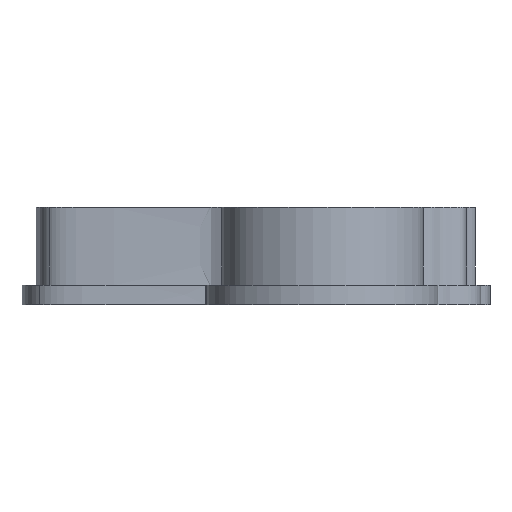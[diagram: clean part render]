
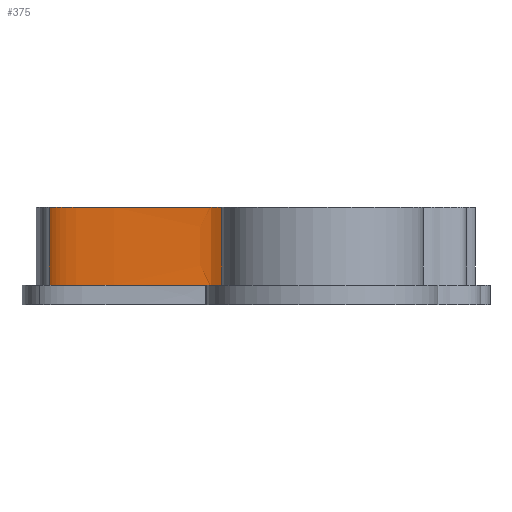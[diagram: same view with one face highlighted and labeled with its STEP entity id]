
A CAD part, left-side view. The second image highlights one B-rep face of the part: STEP entity #375.
In plain terms, the highlighted free-form (B-spline) face has degree [3, 1] with [25, 2] control points.
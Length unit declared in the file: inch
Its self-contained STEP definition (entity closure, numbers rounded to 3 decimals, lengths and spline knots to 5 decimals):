
#45=FACE_OUTER_BOUND('',#67,.T.);
#67=EDGE_LOOP('',(#314,#315,#316,#317));
#86=LINE('',#2244,#104);
#90=LINE('',#3334,#108);
#104=VECTOR('',#417,0.3937);
#108=VECTOR('',#421,0.3937);
#137=B_SPLINE_CURVE_WITH_KNOTS('',3,(#1871,#1872,#1873,#1874,#1875,#1876,
#1877,#1878,#1879,#1880,#1881,#1882,#1883,#1884,#1885,#1886,#1887,#1888,
#1889,#1890,#1891,#1892,#1893,#1894,#1895),.UNSPECIFIED.,.F.,.F.,(4,3,3,
3,3,3,3,3,4),(-0.94391,-0.77379,-0.60183,-0.44494,
-0.32727,-0.23665,-0.15925,-0.04645,
0.),.UNSPECIFIED.);
#141=B_SPLINE_CURVE_WITH_KNOTS('',3,(#3309,#3310,#3311,#3312,#3313,#3314,
#3315,#3316,#3317,#3318,#3319,#3320,#3321,#3322,#3323,#3324,#3325,#3326,
#3327,#3328,#3329,#3330,#3331,#3332,#3333),.UNSPECIFIED.,.F.,.F.,(4,3,3,
3,3,3,3,3,4),(0.,0.01315,0.02645,0.03858,
0.04768,0.05469,0.06068,0.0694,
0.07299),.UNSPECIFIED.);
#168=VERTEX_POINT('',#1608);
#171=VERTEX_POINT('',#1755);
#173=VERTEX_POINT('',#2128);
#178=VERTEX_POINT('',#3308);
#219=EDGE_CURVE('',#168,#171,#137,.T.);
#222=EDGE_CURVE('',#171,#173,#86,.T.);
#230=EDGE_CURVE('',#178,#173,#141,.T.);
#231=EDGE_CURVE('',#168,#178,#90,.T.);
#314=ORIENTED_EDGE('',*,*,#219,.T.);
#315=ORIENTED_EDGE('',*,*,#222,.T.);
#316=ORIENTED_EDGE('',*,*,#230,.F.);
#317=ORIENTED_EDGE('',*,*,#231,.F.);
#356=B_SPLINE_SURFACE_WITH_KNOTS('',3,1,((#3258,#3259),(#3260,#3261),(#3262,
#3263),(#3264,#3265),(#3266,#3267),(#3268,#3269),(#3270,#3271),(#3272,#3273),
(#3274,#3275),(#3276,#3277),(#3278,#3279),(#3280,#3281),(#3282,#3283),(#3284,
#3285),(#3286,#3287),(#3288,#3289),(#3290,#3291),(#3292,#3293),(#3294,#3295),
(#3296,#3297),(#3298,#3299),(#3300,#3301),(#3302,#3303),(#3304,#3305),(#3306,
#3307)),.UNSPECIFIED.,.F.,.F.,.F.,(4,3,3,3,3,3,3,3,4),(2,2),(0.,0.01315,
0.02645,0.03858,0.04768,0.05469,
0.06068,0.0694,0.07299),(0.,2.),
 .UNSPECIFIED.);
#375=ADVANCED_FACE('',(#45),#356,.T.);
#417=DIRECTION('',(0.,0.,1.));
#421=DIRECTION('',(0.,0.,1.));
#1608=CARTESIAN_POINT('',(-0.44269,1.52082,0.15748));
#1755=CARTESIAN_POINT('',(-0.5638,0.12795,0.15748));
#1871=CARTESIAN_POINT('Ctrl Pts',(-0.44269,1.52082,0.15748));
#1872=CARTESIAN_POINT('Ctrl Pts',(-0.49081,1.4645,0.15748));
#1873=CARTESIAN_POINT('Ctrl Pts',(-0.50815,1.37734,0.15748));
#1874=CARTESIAN_POINT('Ctrl Pts',(-0.51797,1.25952,0.15748));
#1875=CARTESIAN_POINT('Ctrl Pts',(-0.52789,1.14042,0.15748));
#1876=CARTESIAN_POINT('Ctrl Pts',(-0.52831,0.98955,
0.15748));
#1877=CARTESIAN_POINT('Ctrl Pts',(-0.52627,0.84069,
0.15748));
#1878=CARTESIAN_POINT('Ctrl Pts',(-0.52441,0.70487,
0.15748));
#1879=CARTESIAN_POINT('Ctrl Pts',(-0.52029,0.5728,
0.15748));
#1880=CARTESIAN_POINT('Ctrl Pts',(-0.51726,0.4704,
0.15748));
#1881=CARTESIAN_POINT('Ctrl Pts',(-0.51498,0.3936,
0.15748));
#1882=CARTESIAN_POINT('Ctrl Pts',(-0.51327,0.3335,
0.15748));
#1883=CARTESIAN_POINT('Ctrl Pts',(-0.51332,0.29292,
0.15748));
#1884=CARTESIAN_POINT('Ctrl Pts',(-0.51336,0.26167,
0.15748));
#1885=CARTESIAN_POINT('Ctrl Pts',(-0.51463,0.24187,
0.15748));
#1886=CARTESIAN_POINT('Ctrl Pts',(-0.5166,0.23094,
0.15748));
#1887=CARTESIAN_POINT('Ctrl Pts',(-0.51827,0.22161,
0.15748));
#1888=CARTESIAN_POINT('Ctrl Pts',(-0.52,0.21747,
0.15748));
#1889=CARTESIAN_POINT('Ctrl Pts',(-0.52473,0.20729,
0.15748));
#1890=CARTESIAN_POINT('Ctrl Pts',(-0.53163,0.19246,
0.15748));
#1891=CARTESIAN_POINT('Ctrl Pts',(-0.54372,0.16722,
0.15748));
#1892=CARTESIAN_POINT('Ctrl Pts',(-0.55352,0.14723,
0.15748));
#1893=CARTESIAN_POINT('Ctrl Pts',(-0.55755,0.13899,
0.15748));
#1894=CARTESIAN_POINT('Ctrl Pts',(-0.56134,0.13184,
0.15748));
#1895=CARTESIAN_POINT('Ctrl Pts',(-0.5638,0.12795,0.15748));
#2128=CARTESIAN_POINT('',(-0.5638,0.12795,0.7874));
#2244=CARTESIAN_POINT('',(-0.5638,0.12795,0.));
#3258=CARTESIAN_POINT('Ctrl Pts',(-0.44269,1.52082,0.));
#3259=CARTESIAN_POINT('Ctrl Pts',(-0.44269,1.52082,0.7874));
#3260=CARTESIAN_POINT('Ctrl Pts',(-0.49081,1.4645,0.));
#3261=CARTESIAN_POINT('Ctrl Pts',(-0.49081,1.4645,0.7874));
#3262=CARTESIAN_POINT('Ctrl Pts',(-0.50815,1.37734,0.));
#3263=CARTESIAN_POINT('Ctrl Pts',(-0.50815,1.37734,0.7874));
#3264=CARTESIAN_POINT('Ctrl Pts',(-0.51797,1.25952,0.));
#3265=CARTESIAN_POINT('Ctrl Pts',(-0.51797,1.25952,0.7874));
#3266=CARTESIAN_POINT('Ctrl Pts',(-0.52789,1.14042,0.));
#3267=CARTESIAN_POINT('Ctrl Pts',(-0.52789,1.14042,0.7874));
#3268=CARTESIAN_POINT('Ctrl Pts',(-0.52831,0.98955,
0.));
#3269=CARTESIAN_POINT('Ctrl Pts',(-0.52831,0.98955,
0.7874));
#3270=CARTESIAN_POINT('Ctrl Pts',(-0.52627,0.84069,
0.));
#3271=CARTESIAN_POINT('Ctrl Pts',(-0.52627,0.84069,
0.7874));
#3272=CARTESIAN_POINT('Ctrl Pts',(-0.52441,0.70487,
0.));
#3273=CARTESIAN_POINT('Ctrl Pts',(-0.52441,0.70487,
0.7874));
#3274=CARTESIAN_POINT('Ctrl Pts',(-0.52029,0.5728,
0.));
#3275=CARTESIAN_POINT('Ctrl Pts',(-0.52029,0.5728,
0.7874));
#3276=CARTESIAN_POINT('Ctrl Pts',(-0.51726,0.4704,
0.));
#3277=CARTESIAN_POINT('Ctrl Pts',(-0.51726,0.4704,
0.7874));
#3278=CARTESIAN_POINT('Ctrl Pts',(-0.51498,0.3936,
0.));
#3279=CARTESIAN_POINT('Ctrl Pts',(-0.51498,0.3936,
0.7874));
#3280=CARTESIAN_POINT('Ctrl Pts',(-0.51327,0.3335,
0.));
#3281=CARTESIAN_POINT('Ctrl Pts',(-0.51327,0.3335,
0.7874));
#3282=CARTESIAN_POINT('Ctrl Pts',(-0.51332,0.29292,
0.));
#3283=CARTESIAN_POINT('Ctrl Pts',(-0.51332,0.29292,
0.7874));
#3284=CARTESIAN_POINT('Ctrl Pts',(-0.51336,0.26167,
0.));
#3285=CARTESIAN_POINT('Ctrl Pts',(-0.51336,0.26167,
0.7874));
#3286=CARTESIAN_POINT('Ctrl Pts',(-0.51463,0.24187,
0.));
#3287=CARTESIAN_POINT('Ctrl Pts',(-0.51463,0.24187,
0.7874));
#3288=CARTESIAN_POINT('Ctrl Pts',(-0.5166,0.23094,
0.));
#3289=CARTESIAN_POINT('Ctrl Pts',(-0.5166,0.23094,
0.7874));
#3290=CARTESIAN_POINT('Ctrl Pts',(-0.51827,0.22161,
0.));
#3291=CARTESIAN_POINT('Ctrl Pts',(-0.51827,0.22161,
0.7874));
#3292=CARTESIAN_POINT('Ctrl Pts',(-0.52,0.21747,
0.));
#3293=CARTESIAN_POINT('Ctrl Pts',(-0.52,0.21747,
0.7874));
#3294=CARTESIAN_POINT('Ctrl Pts',(-0.52473,0.20729,
0.));
#3295=CARTESIAN_POINT('Ctrl Pts',(-0.52473,0.20729,
0.7874));
#3296=CARTESIAN_POINT('Ctrl Pts',(-0.53163,0.19246,
0.));
#3297=CARTESIAN_POINT('Ctrl Pts',(-0.53163,0.19246,
0.7874));
#3298=CARTESIAN_POINT('Ctrl Pts',(-0.54372,0.16722,
0.));
#3299=CARTESIAN_POINT('Ctrl Pts',(-0.54372,0.16722,
0.7874));
#3300=CARTESIAN_POINT('Ctrl Pts',(-0.55352,0.14723,
0.));
#3301=CARTESIAN_POINT('Ctrl Pts',(-0.55352,0.14723,
0.7874));
#3302=CARTESIAN_POINT('Ctrl Pts',(-0.55755,0.13899,
0.));
#3303=CARTESIAN_POINT('Ctrl Pts',(-0.55755,0.13899,
0.7874));
#3304=CARTESIAN_POINT('Ctrl Pts',(-0.56134,0.13184,
0.));
#3305=CARTESIAN_POINT('Ctrl Pts',(-0.56134,0.13184,
0.7874));
#3306=CARTESIAN_POINT('Ctrl Pts',(-0.5638,0.12795,0.));
#3307=CARTESIAN_POINT('Ctrl Pts',(-0.5638,0.12795,0.7874));
#3308=CARTESIAN_POINT('',(-0.44269,1.52082,0.7874));
#3309=CARTESIAN_POINT('Ctrl Pts',(-0.44269,1.52082,0.7874));
#3310=CARTESIAN_POINT('Ctrl Pts',(-0.49081,1.4645,0.7874));
#3311=CARTESIAN_POINT('Ctrl Pts',(-0.50815,1.37734,0.7874));
#3312=CARTESIAN_POINT('Ctrl Pts',(-0.51797,1.25952,0.7874));
#3313=CARTESIAN_POINT('Ctrl Pts',(-0.52789,1.14042,0.7874));
#3314=CARTESIAN_POINT('Ctrl Pts',(-0.52831,0.98955,
0.7874));
#3315=CARTESIAN_POINT('Ctrl Pts',(-0.52627,0.84069,
0.7874));
#3316=CARTESIAN_POINT('Ctrl Pts',(-0.52441,0.70487,
0.7874));
#3317=CARTESIAN_POINT('Ctrl Pts',(-0.52029,0.5728,
0.7874));
#3318=CARTESIAN_POINT('Ctrl Pts',(-0.51726,0.4704,
0.7874));
#3319=CARTESIAN_POINT('Ctrl Pts',(-0.51498,0.3936,
0.7874));
#3320=CARTESIAN_POINT('Ctrl Pts',(-0.51327,0.3335,
0.7874));
#3321=CARTESIAN_POINT('Ctrl Pts',(-0.51332,0.29292,
0.7874));
#3322=CARTESIAN_POINT('Ctrl Pts',(-0.51336,0.26167,
0.7874));
#3323=CARTESIAN_POINT('Ctrl Pts',(-0.51463,0.24187,
0.7874));
#3324=CARTESIAN_POINT('Ctrl Pts',(-0.5166,0.23094,
0.7874));
#3325=CARTESIAN_POINT('Ctrl Pts',(-0.51827,0.22161,
0.7874));
#3326=CARTESIAN_POINT('Ctrl Pts',(-0.52,0.21747,
0.7874));
#3327=CARTESIAN_POINT('Ctrl Pts',(-0.52473,0.20729,
0.7874));
#3328=CARTESIAN_POINT('Ctrl Pts',(-0.53163,0.19246,
0.7874));
#3329=CARTESIAN_POINT('Ctrl Pts',(-0.54372,0.16722,
0.7874));
#3330=CARTESIAN_POINT('Ctrl Pts',(-0.55352,0.14723,
0.7874));
#3331=CARTESIAN_POINT('Ctrl Pts',(-0.55755,0.13899,
0.7874));
#3332=CARTESIAN_POINT('Ctrl Pts',(-0.56134,0.13184,
0.7874));
#3333=CARTESIAN_POINT('Ctrl Pts',(-0.5638,0.12795,0.7874));
#3334=CARTESIAN_POINT('',(-0.44269,1.52082,0.));
